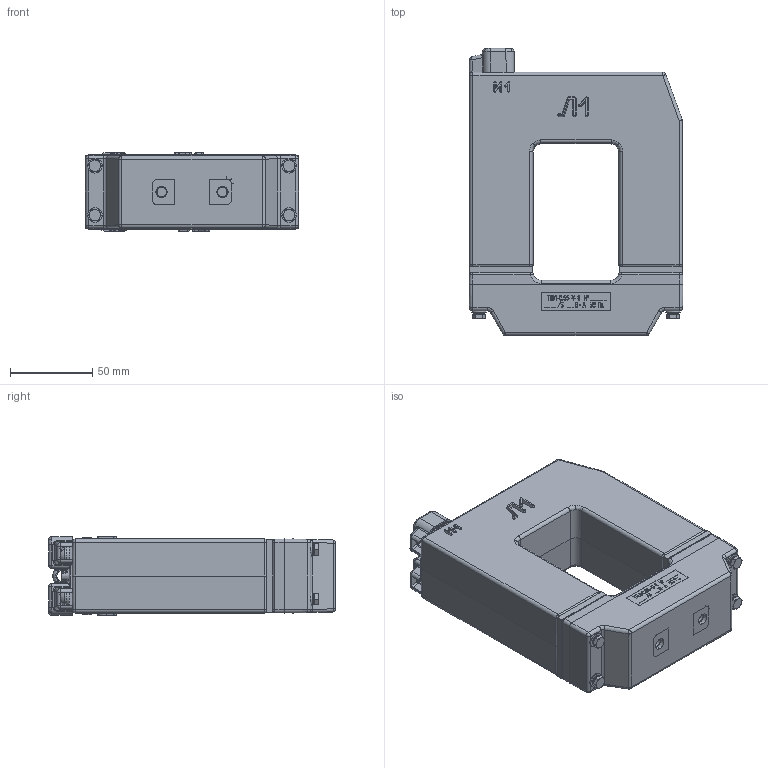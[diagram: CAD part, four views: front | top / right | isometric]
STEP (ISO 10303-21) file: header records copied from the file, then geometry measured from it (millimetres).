
FILE_DESCRIPTION (( 'STEP AP203' ), '1' );
FILE_NAME ('ÒØË-0,66-V-1.STEP', '2022-07-29T01:47:39', ( '' ), ( '' ), 'SwSTEP 2.0', 'SolidWorks 2010', '' );
FILE_SCHEMA (( 'CONFIG_CONTROL_DESIGN' ));
Length unit declared in the file: millimetre
Products named in the file (1): ﾒﾘﾋ-0,66-V-1
Bounding box: 130 x 174.5 x 48 mm (x, y, z)
Surface area: 80757.6 mm2 (no closed solid volume)
Topology: 0 solids, 144 shells, 1055 faces, 6199 edges, 5182 vertices
Faces by surface type: plane 579, bspline 195, cylinder 167, cone 70, sphere 32, torus 12
Entity records: 85069 total; most frequent: CARTESIAN_POINT 43900, ORIENTED_EDGE 7850, DIRECTION 6196, EDGE_CURVE 6175, VERTEX_POINT 5182, VECTOR 3368, LINE 3368, B_SPLINE_CURVE_WITH_KNOTS 2090
